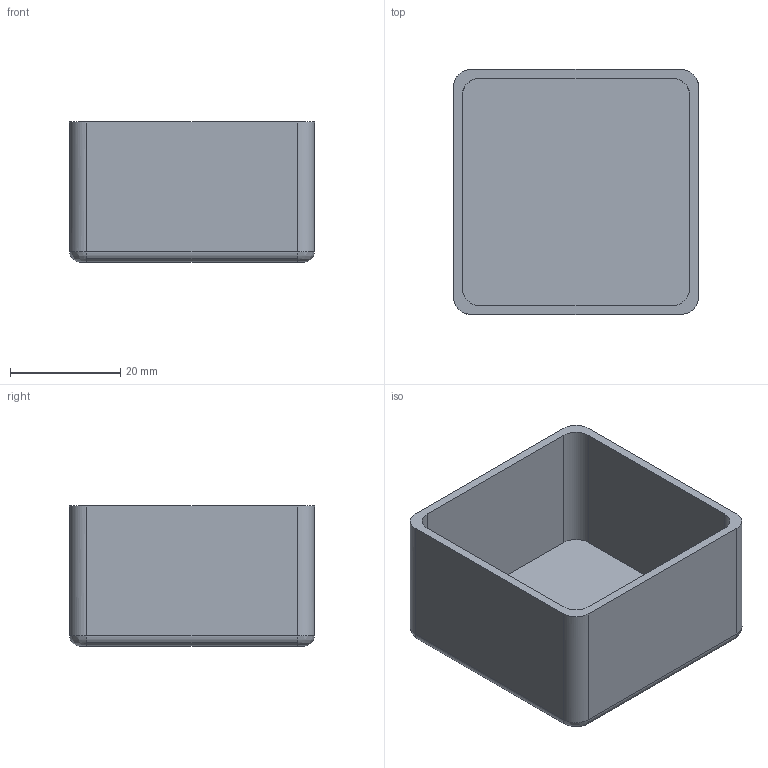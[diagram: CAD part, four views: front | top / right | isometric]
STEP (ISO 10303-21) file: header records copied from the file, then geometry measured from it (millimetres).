
FILE_DESCRIPTION(('TurboCAD Mac Pro'),'Build 980');
FILE_NAME('FAIC-EC.stp',' ',(''),(''),'ACIS Interop','IMSI','TurboCAD Mac Pro BY IMSI, INCORPORATED');
FILE_SCHEMA(('automotive_design'));
Length unit declared in the file: inch
Products named in the file (1): 1
Bounding box: 44.45 x 44.45 x 25.4 mm (x, y, z)
Volume: 9471.7 mm3; surface area: 11971.2 mm2
Topology: 1 solids, 1 shells, 31 faces, 76 edges, 48 vertices
Faces by surface type: bspline 12, plane 11, cylinder 8
Entity records: 1498 total; most frequent: CARTESIAN_POINT 556, ORIENTED_EDGE 152, DIRECTION 112, EDGE_CURVE 76, VERTEX_POINT 48, LINE 40, VECTOR 40, AXIS2_PLACEMENT_3D 36
